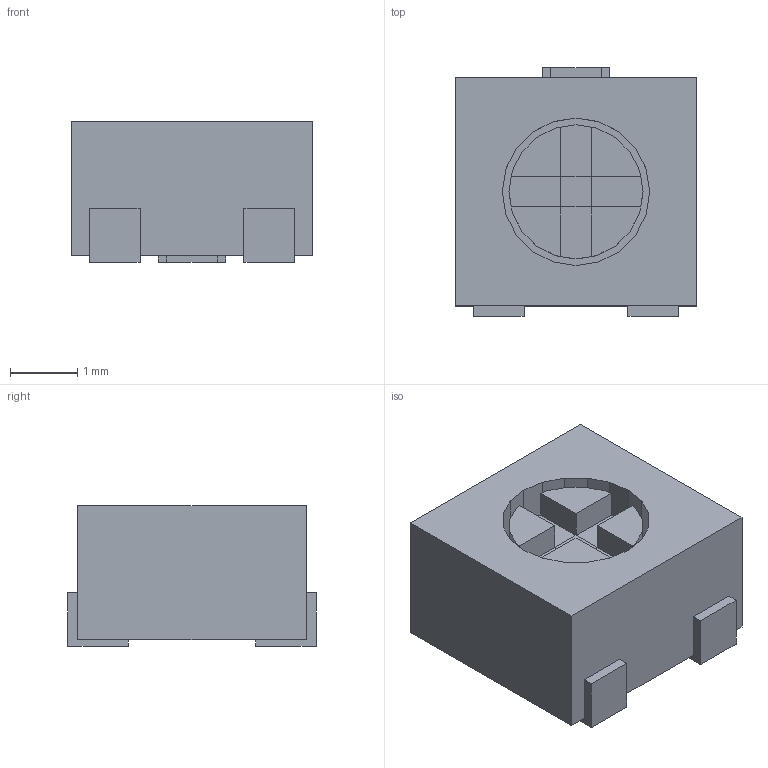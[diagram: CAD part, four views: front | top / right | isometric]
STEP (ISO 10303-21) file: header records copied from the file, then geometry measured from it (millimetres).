
FILE_DESCRIPTION(('FreeCAD Model'),'2;1');
FILE_NAME('Potentiometer_Bourns_PV3G.step','2020-11-09T00:07:51',( 'kicad StepUp'),('ksu MCAD'),'Open CASCADE STEP processor 7.4', 'FreeCAD','Unknown');
FILE_SCHEMA(('AUTOMOTIVE_DESIGN { 1 0 10303 214 1 1 1 1 }'));
Length unit declared in the file: millimetre
Products named in the file (1): Potentiometer_Bourns_PV3G
Bounding box: 3.6 x 3.7 x 2.1 mm (x, y, z)
Volume: 23.4 mm3; surface area: 69.1 mm2
Topology: 1 solids, 1 shells, 90 faces, 244 edges, 158 vertices
Faces by surface type: plane 90
Entity records: 3400 total; most frequent: CARTESIAN_POINT 493, ORIENTED_EDGE 488, DIRECTION 426, EDGE_CURVE 244, LINE 244, VECTOR 244, VERTEX_POINT 158, FACE_BOUND 92
